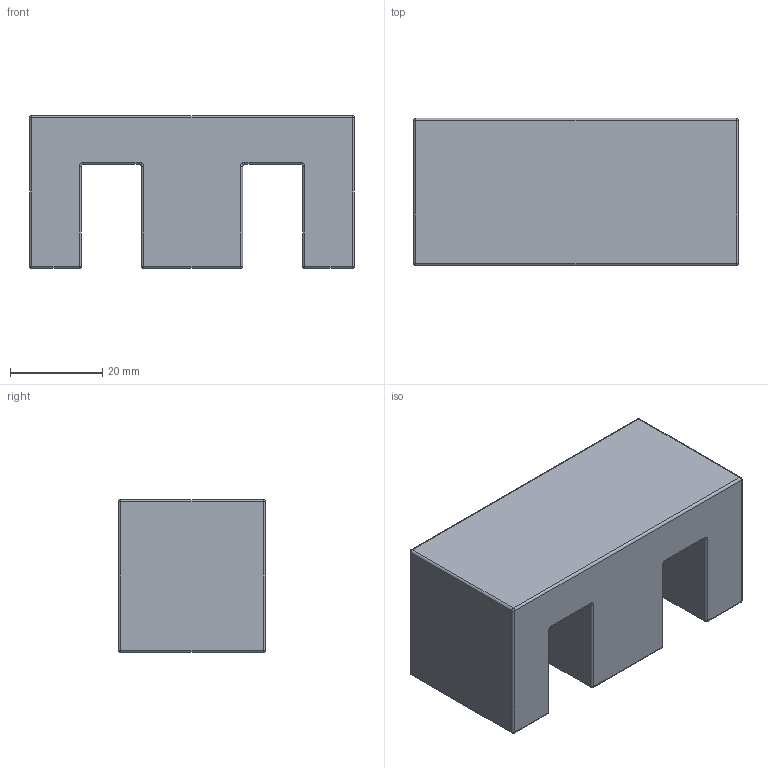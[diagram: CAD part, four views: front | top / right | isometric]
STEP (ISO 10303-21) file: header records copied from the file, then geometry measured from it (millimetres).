
FILE_DESCRIPTION (( 'STEP AP214' ), '1' );
FILE_NAME ('E71-33-32.step', '2018-04-25T18:05:19', ( '' ), ( '' ), 'SwSTEP 2.0', 'SolidWorks 2017', '' );
FILE_SCHEMA (( 'AUTOMOTIVE_DESIGN' ));
Length unit declared in the file: millimetre
Products named in the file (1): E71-33-32
Bounding box: 70.5 x 32 x 33.2 mm (x, y, z)
Volume: 56057.5 mm3; surface area: 12825.8 mm2
Topology: 1 solids, 1 shells, 74 faces, 168 edges, 80 vertices
Faces by surface type: cylinder 36, sphere 16, plane 14, torus 8
Entity records: 1938 total; most frequent: DIRECTION 382, CARTESIAN_POINT 307, ORIENTED_EDGE 304, AXIS2_PLACEMENT_3D 155, EDGE_CURVE 152, CIRCLE 80, VERTEX_POINT 80, FACE_OUTER_BOUND 74
